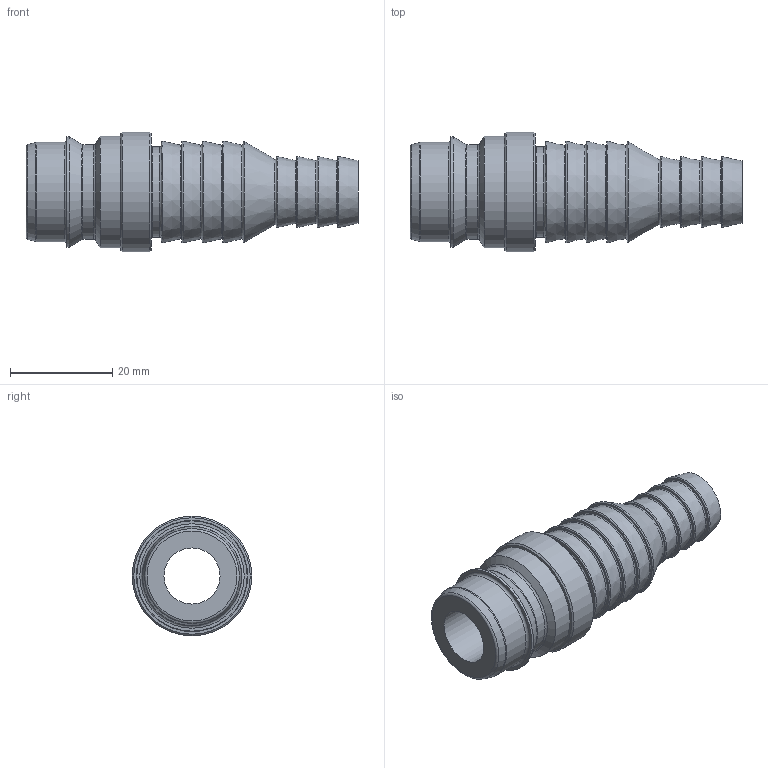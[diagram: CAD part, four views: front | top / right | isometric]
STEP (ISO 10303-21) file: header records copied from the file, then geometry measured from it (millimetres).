
FILE_DESCRIPTION(/* description */ ('Unknown'),/* implementation_level */ '2;1');
FILE_NAME(/* name */ '010000455',/* time_stamp */ '2022-05-18T08:55:06+02:00',/* author */ ('Unknown'),/* organization */ ('Unknown'),/* preprocessor_version */ 'ST-DEVELOPER v18.102',/* originating_system */ 'Solid Edge',/* authorisation */ 'Unknown');
FILE_SCHEMA (('AUTOMOTIVE_DESIGN {1 0 10303 214 3 1 1}'));
Length unit declared in the file: millimetre
Products named in the file (1): 29113__Stecker_ST-45_ND_Nip___-_00343036
Bounding box: 65 x 23.4 x 23.4 mm (x, y, z)
Volume: 10822.2 mm3; surface area: 6818.6 mm2
Topology: 1 solids, 1 shells, 59 faces, 118 edges, 73 vertices
Faces by surface type: torus 24, plane 14, cone 14, cylinder 7
Full cylindrical faces by diameter (mm): 11 x1, 17.65 x1, 18.5 x1, 19.45 x1, 21.6 x1, 21.8 x1, 23.4 x1
Entity records: 1218 total; most frequent: DIRECTION 238, CARTESIAN_POINT 178, AXIS2_PLACEMENT_3D 119, ORIENTED_EDGE 118, EDGE_LOOP 118, FACE_BOUND 118, EDGE_CURVE 59, VERTEX_POINT 59
